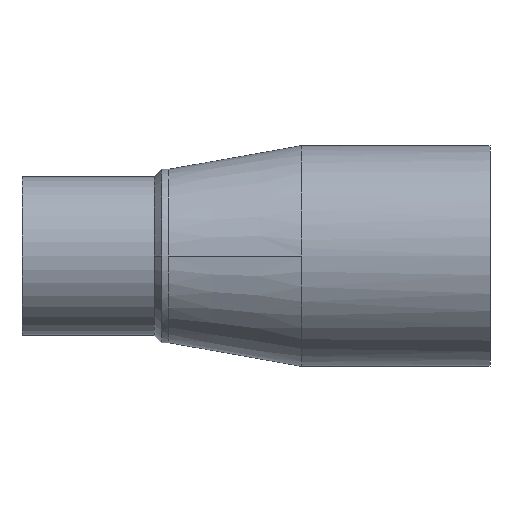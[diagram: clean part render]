
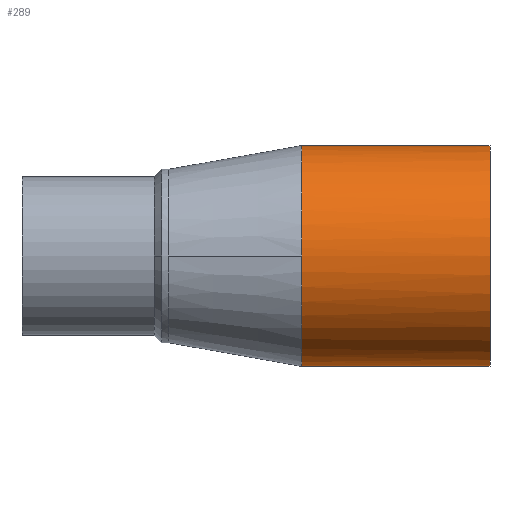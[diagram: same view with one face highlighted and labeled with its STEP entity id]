
A CAD part, front view. The second image highlights one B-rep face of the part: STEP entity #289.
In plain terms, the highlighted cylindrical face has radius 62.5 mm (diameter 125 mm), a partial arc.
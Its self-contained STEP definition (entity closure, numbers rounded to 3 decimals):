
#125 = EDGE_CURVE( '', #269, #211, #341, .T. );
#155 = EDGE_CURVE( '', #293, #283, #375, .T. );
#167 = EDGE_CURVE( '', #205, #293, #388, .T. );
#205 = VERTEX_POINT( '', #428 );
#211 = VERTEX_POINT( '', #435 );
#259 = EDGE_CURVE( '', #211, #205, #486, .T. );
#269 = VERTEX_POINT( '', #497 );
#283 = VERTEX_POINT( '', #512 );
#289 = ADVANCED_FACE( '', ( #519 ), #520, .T. );
#293 = VERTEX_POINT( '', #524 );
#297 = EDGE_CURVE( '', #283, #269, #528, .T. );
#341 = LINE( '', #566, #567 );
#375 = LINE( '', #889, #890 );
#388 = B_SPLINE_CURVE_WITH_KNOTS( '', 3, ( #929, #930, #931, #932, #933, #934, #935, #936, #937, #938, #939 ), .UNSPECIFIED., .F., .F., ( 4, 1, 1, 1, 1, 1, 1, 1, 4 ), ( 3.142, 3.338, 3.534, 3.731, 3.927, 4.123, 4.32, 4.516, 4.712 ), .UNSPECIFIED. );
#428 = CARTESIAN_POINT( '', ( 158.5, -62.5, 0. ) );
#435 = CARTESIAN_POINT( '', ( 158.5, 0., 62.5 ) );
#486 = B_SPLINE_CURVE_WITH_KNOTS( '', 3, ( #1710, #1711, #1712, #1713, #1714, #1715, #1716, #1717, #1718, #1719, #1720 ), .UNSPECIFIED., .F., .F., ( 4, 1, 1, 1, 1, 1, 1, 1, 4 ), ( 1.571, 1.767, 1.963, 2.16, 2.356, 2.553, 2.749, 2.945, 3.142 ), .UNSPECIFIED. );
#497 = CARTESIAN_POINT( '', ( 265., 0., 62.5 ) );
#512 = CARTESIAN_POINT( '', ( 265., 0., -62.5 ) );
#519 = FACE_OUTER_BOUND( '', #1761, .T. );
#520 = CYLINDRICAL_SURFACE( '', #1762, 62.5 );
#524 = CARTESIAN_POINT( '', ( 158.5, 0., -62.5 ) );
#528 = CIRCLE( '', #1789, 62.5 );
#566 = CARTESIAN_POINT( '', ( 158.5, 0., 62.5 ) );
#567 = VECTOR( '', #2126, 1. );
#889 = CARTESIAN_POINT( '', ( 158.5, 0., -62.5 ) );
#890 = VECTOR( '', #2175, 1. );
#929 = CARTESIAN_POINT( '', ( 158.5, -62.5, 0. ) );
#930 = CARTESIAN_POINT( '', ( 158.5, -62.5, -4.091 ) );
#931 = CARTESIAN_POINT( '', ( 158.5, -61.694, -12.272 ) );
#932 = CARTESIAN_POINT( '', ( 158.5, -58.115, -24.072 ) );
#933 = CARTESIAN_POINT( '', ( 158.5, -52.302, -34.947 ) );
#934 = CARTESIAN_POINT( '', ( 158.5, -44.479, -44.479 ) );
#935 = CARTESIAN_POINT( '', ( 158.5, -34.947, -52.302 ) );
#936 = CARTESIAN_POINT( '', ( 158.5, -24.072, -58.115 ) );
#937 = CARTESIAN_POINT( '', ( 158.5, -12.272, -61.694 ) );
#938 = CARTESIAN_POINT( '', ( 158.5, -4.091, -62.5 ) );
#939 = CARTESIAN_POINT( '', ( 158.5, 0., -62.5 ) );
#1710 = CARTESIAN_POINT( '', ( 158.5, 0., 62.5 ) );
#1711 = CARTESIAN_POINT( '', ( 158.5, -4.091, 62.5 ) );
#1712 = CARTESIAN_POINT( '', ( 158.5, -12.272, 61.694 ) );
#1713 = CARTESIAN_POINT( '', ( 158.5, -24.072, 58.115 ) );
#1714 = CARTESIAN_POINT( '', ( 158.5, -34.947, 52.302 ) );
#1715 = CARTESIAN_POINT( '', ( 158.5, -44.479, 44.479 ) );
#1716 = CARTESIAN_POINT( '', ( 158.5, -52.302, 34.947 ) );
#1717 = CARTESIAN_POINT( '', ( 158.5, -58.115, 24.072 ) );
#1718 = CARTESIAN_POINT( '', ( 158.5, -61.694, 12.272 ) );
#1719 = CARTESIAN_POINT( '', ( 158.5, -62.5, 4.091 ) );
#1720 = CARTESIAN_POINT( '', ( 158.5, -62.5, 0. ) );
#1761 = EDGE_LOOP( '', ( #2308, #2309, #2310, #2311, #2312 ) );
#1762 = AXIS2_PLACEMENT_3D( '', #2313, #2314, #2315 );
#1789 = AXIS2_PLACEMENT_3D( '', #2316, #2317, #2318 );
#2126 = DIRECTION( '', ( -1., 0., 0. ) );
#2175 = DIRECTION( '', ( 1., 0., 0. ) );
#2308 = ORIENTED_EDGE( '', *, *, #155, .T. );
#2309 = ORIENTED_EDGE( '', *, *, #297, .T. );
#2310 = ORIENTED_EDGE( '', *, *, #125, .T. );
#2311 = ORIENTED_EDGE( '', *, *, #259, .T. );
#2312 = ORIENTED_EDGE( '', *, *, #167, .T. );
#2313 = CARTESIAN_POINT( '', ( 158.5, 0., 0. ) );
#2314 = DIRECTION( '', ( -1., 0., 0. ) );
#2315 = DIRECTION( '', ( 0., 0., -1. ) );
#2316 = CARTESIAN_POINT( '', ( 265., 0., 0. ) );
#2317 = DIRECTION( '', ( -1., 0., 0. ) );
#2318 = DIRECTION( '', ( 0., 0., -1. ) );
